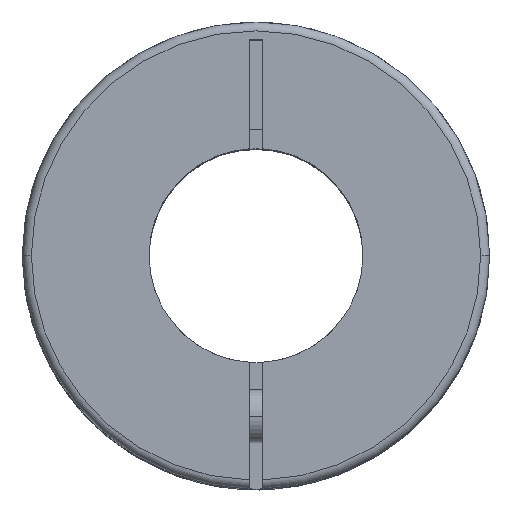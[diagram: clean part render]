
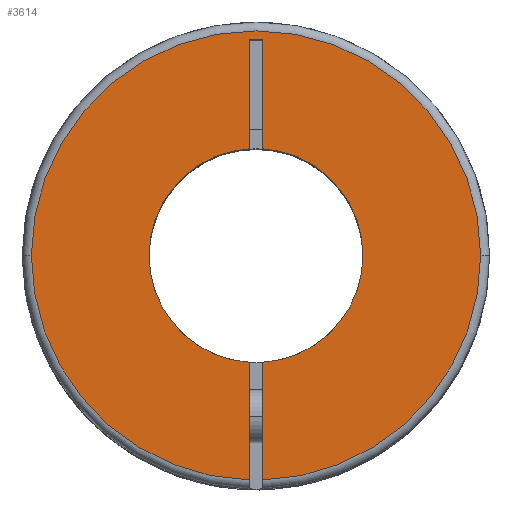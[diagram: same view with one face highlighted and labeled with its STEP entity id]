
A CAD part, top view. The second image highlights one B-rep face of the part: STEP entity #3614.
In plain terms, the highlighted planar face has unit normal (0, 0, 1).
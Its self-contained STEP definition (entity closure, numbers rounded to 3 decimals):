
#15 = CARTESIAN_POINT ( 'NONE',  ( 0., 0., 0. ) ) ;
#37 = CIRCLE ( 'NONE', #591, 6. ) ;
#41 = DIRECTION ( 'NONE',  ( 0., 1., 0. ) ) ;
#79 = DIRECTION ( 'NONE',  ( -1., 0., 0. ) ) ;
#83 = AXIS2_PLACEMENT_3D ( 'NONE', #3152, #178, #2823 ) ;
#87 = ORIENTED_EDGE ( 'NONE', *, *, #1925, .F. ) ;
#116 = LINE ( 'NONE', #2032, #3993 ) ;
#147 = VERTEX_POINT ( 'NONE', #3998 ) ;
#178 = DIRECTION ( 'NONE',  ( 0., 0., -1. ) ) ;
#202 = EDGE_CURVE ( 'NONE', #2311, #147, #2123, .T. ) ;
#211 = VERTEX_POINT ( 'NONE', #2476 ) ;
#218 = CIRCLE ( 'NONE', #1264, 6. ) ;
#302 = VECTOR ( 'NONE', #2164, 1000. ) ;
#311 = ORIENTED_EDGE ( 'NONE', *, *, #317, .F. ) ;
#317 = EDGE_CURVE ( 'NONE', #1729, #3269, #3818, .T. ) ;
#366 = CIRCLE ( 'NONE', #646, 12.6 ) ;
#453 = VECTOR ( 'NONE', #3479, 1000. ) ;
#591 = AXIS2_PLACEMENT_3D ( 'NONE', #15, #3693, #79 ) ;
#644 = EDGE_CURVE ( 'NONE', #2107, #2416, #2314, .T. ) ;
#646 = AXIS2_PLACEMENT_3D ( 'NONE', #2635, #1314, #693 ) ;
#660 = DIRECTION ( 'NONE',  ( -1., 0., 0. ) ) ;
#693 = DIRECTION ( 'NONE',  ( -1., 0., 0. ) ) ;
#788 = CARTESIAN_POINT ( 'NONE',  ( 0.375, -5.988, 0. ) ) ;
#861 = VECTOR ( 'NONE', #41, 1000. ) ;
#879 = DIRECTION ( 'NONE',  ( -1., 0., 0. ) ) ;
#899 = CARTESIAN_POINT ( 'NONE',  ( 0., 0., 0. ) ) ;
#1109 = EDGE_LOOP ( 'NONE', ( #3348, #2973, #1771, #4074, #2226, #3897, #3813, #1126, #3156, #87, #311 ) ) ;
#1112 = FACE_OUTER_BOUND ( 'NONE', #1109, .T. ) ;
#1126 = ORIENTED_EDGE ( 'NONE', *, *, #3696, .T. ) ;
#1243 = CARTESIAN_POINT ( 'NONE',  ( 0., 0., 0. ) ) ;
#1257 = CARTESIAN_POINT ( 'NONE',  ( 0.375, 5.988, 0. ) ) ;
#1264 = AXIS2_PLACEMENT_3D ( 'NONE', #899, #2519, #879 ) ;
#1314 = DIRECTION ( 'NONE',  ( 0., 0., -1. ) ) ;
#1352 = EDGE_CURVE ( 'NONE', #4151, #2577, #37, .T. ) ;
#1536 = CARTESIAN_POINT ( 'NONE',  ( 0., 0., 0. ) ) ;
#1622 = CARTESIAN_POINT ( 'NONE',  ( -6., 0., 0. ) ) ;
#1729 = VERTEX_POINT ( 'NONE', #3373 ) ;
#1771 = ORIENTED_EDGE ( 'NONE', *, *, #1352, .T. ) ;
#1813 = DIRECTION ( 'NONE',  ( -1., 0., 0. ) ) ;
#1829 = CARTESIAN_POINT ( 'NONE',  ( 0.375, 12.1, 0. ) ) ;
#1888 = LINE ( 'NONE', #3502, #453 ) ;
#1910 = CARTESIAN_POINT ( 'NONE',  ( 12.6, 0., 0. ) ) ;
#1925 = EDGE_CURVE ( 'NONE', #3269, #2107, #2419, .T. ) ;
#1985 = AXIS2_PLACEMENT_3D ( 'NONE', #1536, #2854, #1813 ) ;
#2032 = CARTESIAN_POINT ( 'NONE',  ( -0.375, 12.1, 0. ) ) ;
#2107 = VERTEX_POINT ( 'NONE', #2623 ) ;
#2123 = LINE ( 'NONE', #3123, #302 ) ;
#2164 = DIRECTION ( 'NONE',  ( 0., -1., 0. ) ) ;
#2208 = DIRECTION ( 'NONE',  ( 0., 0., -1. ) ) ;
#2226 = ORIENTED_EDGE ( 'NONE', *, *, #202, .F. ) ;
#2311 = VERTEX_POINT ( 'NONE', #2610 ) ;
#2314 = LINE ( 'NONE', #3692, #861 ) ;
#2372 = PLANE ( 'NONE',  #2576 ) ;
#2416 = VERTEX_POINT ( 'NONE', #788 ) ;
#2419 = CIRCLE ( 'NONE', #1985, 12.6 ) ;
#2476 = CARTESIAN_POINT ( 'NONE',  ( 0.375, 12.1, 0. ) ) ;
#2495 = VERTEX_POINT ( 'NONE', #1257 ) ;
#2519 = DIRECTION ( 'NONE',  ( 0., 0., -1. ) ) ;
#2576 = AXIS2_PLACEMENT_3D ( 'NONE', #3743, #3415, #3680 ) ;
#2577 = VERTEX_POINT ( 'NONE', #1622 ) ;
#2610 = CARTESIAN_POINT ( 'NONE',  ( -0.375, 12.1, 0. ) ) ;
#2623 = CARTESIAN_POINT ( 'NONE',  ( 0.375, -12.594, 0. ) ) ;
#2635 = CARTESIAN_POINT ( 'NONE',  ( 0., 0., 0. ) ) ;
#2823 = DIRECTION ( 'NONE',  ( -1., 0., 0. ) ) ;
#2829 = LINE ( 'NONE', #1829, #3493 ) ;
#2854 = DIRECTION ( 'NONE',  ( 0., 0., -1. ) ) ;
#2933 = AXIS2_PLACEMENT_3D ( 'NONE', #1243, #2208, #660 ) ;
#2973 = ORIENTED_EDGE ( 'NONE', *, *, #4164, .F. ) ;
#3087 = CARTESIAN_POINT ( 'NONE',  ( -0.375, -5.988, 0. ) ) ;
#3123 = CARTESIAN_POINT ( 'NONE',  ( -0.375, 12.1, 0. ) ) ;
#3152 = CARTESIAN_POINT ( 'NONE',  ( 0., 0., 0. ) ) ;
#3156 = ORIENTED_EDGE ( 'NONE', *, *, #644, .F. ) ;
#3157 = DIRECTION ( 'NONE',  ( -1., 0., 0. ) ) ;
#3189 = CARTESIAN_POINT ( 'NONE',  ( -0.375, -12.594, 0. ) ) ;
#3228 = EDGE_CURVE ( 'NONE', #2495, #211, #1888, .T. ) ;
#3239 = VERTEX_POINT ( 'NONE', #3189 ) ;
#3269 = VERTEX_POINT ( 'NONE', #1910 ) ;
#3276 = EDGE_CURVE ( 'NONE', #2577, #147, #3460, .T. ) ;
#3348 = ORIENTED_EDGE ( 'NONE', *, *, #3378, .F. ) ;
#3373 = CARTESIAN_POINT ( 'NONE',  ( -12.6, 0., 0. ) ) ;
#3378 = EDGE_CURVE ( 'NONE', #3239, #1729, #366, .T. ) ;
#3385 = DIRECTION ( 'NONE',  ( 0., -1., 0. ) ) ;
#3415 = DIRECTION ( 'NONE',  ( 0., 0., -1. ) ) ;
#3460 = CIRCLE ( 'NONE', #83, 6. ) ;
#3479 = DIRECTION ( 'NONE',  ( 0., 1., 0. ) ) ;
#3493 = VECTOR ( 'NONE', #3157, 1000. ) ;
#3502 = CARTESIAN_POINT ( 'NONE',  ( 0.375, -13.1, 0. ) ) ;
#3614 = ADVANCED_FACE ( 'NONE', ( #1112 ), #2372, .F. ) ;
#3680 = DIRECTION ( 'NONE',  ( 0., -1., 0. ) ) ;
#3692 = CARTESIAN_POINT ( 'NONE',  ( 0.375, -13.1, 0. ) ) ;
#3693 = DIRECTION ( 'NONE',  ( 0., 0., -1. ) ) ;
#3696 = EDGE_CURVE ( 'NONE', #2495, #2416, #218, .T. ) ;
#3743 = CARTESIAN_POINT ( 'NONE',  ( 0., 0., 0. ) ) ;
#3813 = ORIENTED_EDGE ( 'NONE', *, *, #3228, .F. ) ;
#3818 = CIRCLE ( 'NONE', #2933, 12.6 ) ;
#3897 = ORIENTED_EDGE ( 'NONE', *, *, #4251, .F. ) ;
#3993 = VECTOR ( 'NONE', #3385, 1000. ) ;
#3998 = CARTESIAN_POINT ( 'NONE',  ( -0.375, 5.988, 0. ) ) ;
#4074 = ORIENTED_EDGE ( 'NONE', *, *, #3276, .T. ) ;
#4151 = VERTEX_POINT ( 'NONE', #3087 ) ;
#4164 = EDGE_CURVE ( 'NONE', #4151, #3239, #116, .T. ) ;
#4251 = EDGE_CURVE ( 'NONE', #211, #2311, #2829, .T. ) ;
